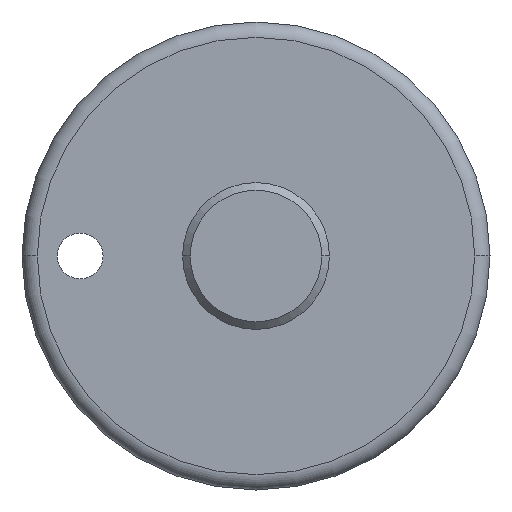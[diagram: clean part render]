
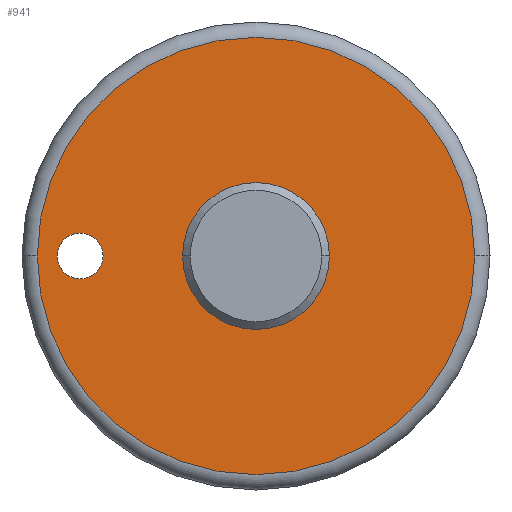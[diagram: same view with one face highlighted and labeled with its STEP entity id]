
A CAD part, left-side view. The second image highlights one B-rep face of the part: STEP entity #941.
In plain terms, the highlighted planar face has unit normal (-1, 0, 0).
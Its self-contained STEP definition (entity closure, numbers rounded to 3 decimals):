
#39 = CARTESIAN_POINT ( 'NONE',  ( -66.681, -4.079, 0. ) ) ;
#44 = CIRCLE ( 'NONE', #994, 4.8 ) ;
#56 = FACE_BOUND ( 'NONE', #600, .T. ) ;
#91 = CIRCLE ( 'NONE', #719, 1.5 ) ;
#108 = DIRECTION ( 'NONE',  ( 0., -1., 0. ) ) ;
#121 = DIRECTION ( 'NONE',  ( -1., 0., 0. ) ) ;
#123 = DIRECTION ( 'NONE',  ( 0., -1., 0. ) ) ;
#128 = EDGE_CURVE ( 'NONE', #857, #340, #44, .T. ) ;
#138 = AXIS2_PLACEMENT_3D ( 'NONE', #937, #121, #461 ) ;
#143 = DIRECTION ( 'NONE',  ( 0., 1., 0. ) ) ;
#155 = CARTESIAN_POINT ( 'NONE',  ( -66.681, 12.221, 0. ) ) ;
#174 = ORIENTED_EDGE ( 'NONE', *, *, #480, .F. ) ;
#266 = DIRECTION ( 'NONE',  ( 0., 1., 0. ) ) ;
#277 = CIRCLE ( 'NONE', #652, 1.5 ) ;
#295 = CARTESIAN_POINT ( 'NONE',  ( -66.681, 0.721, 0. ) ) ;
#309 = EDGE_LOOP ( 'NONE', ( #654, #651 ) ) ;
#340 = VERTEX_POINT ( 'NONE', #416 ) ;
#385 = PLANE ( 'NONE',  #896 ) ;
#402 = CARTESIAN_POINT ( 'NONE',  ( -66.681, -13.579, 0. ) ) ;
#416 = CARTESIAN_POINT ( 'NONE',  ( -66.681, 5.521, 0. ) ) ;
#457 = VERTEX_POINT ( 'NONE', #545 ) ;
#461 = DIRECTION ( 'NONE',  ( 0., 1., 0. ) ) ;
#470 = DIRECTION ( 'NONE',  ( 1., 0., 0. ) ) ;
#475 = EDGE_CURVE ( 'NONE', #750, #757, #277, .T. ) ;
#476 = CIRCLE ( 'NONE', #809, 14.3 ) ;
#479 = AXIS2_PLACEMENT_3D ( 'NONE', #704, #871, #108 ) ;
#480 = EDGE_CURVE ( 'NONE', #340, #857, #622, .T. ) ;
#481 = DIRECTION ( 'NONE',  ( -1., 0., 0. ) ) ;
#491 = EDGE_CURVE ( 'NONE', #753, #457, #504, .T. ) ;
#492 = DIRECTION ( 'NONE',  ( 0., 1., 0. ) ) ;
#493 = ORIENTED_EDGE ( 'NONE', *, *, #128, .F. ) ;
#504 = CIRCLE ( 'NONE', #138, 14.3 ) ;
#506 = DIRECTION ( 'NONE',  ( 0., 1., 0. ) ) ;
#531 = DIRECTION ( 'NONE',  ( 1., 0., 0. ) ) ;
#545 = CARTESIAN_POINT ( 'NONE',  ( -66.681, 15.021, 0. ) ) ;
#557 = CARTESIAN_POINT ( 'NONE',  ( -66.681, 0.721, 0. ) ) ;
#578 = CARTESIAN_POINT ( 'NONE',  ( -66.681, 10.721, 0. ) ) ;
#600 = EDGE_LOOP ( 'NONE', ( #493, #174 ) ) ;
#622 = CIRCLE ( 'NONE', #479, 4.8 ) ;
#651 = ORIENTED_EDGE ( 'NONE', *, *, #491, .T. ) ;
#652 = AXIS2_PLACEMENT_3D ( 'NONE', #876, #531, #266 ) ;
#654 = ORIENTED_EDGE ( 'NONE', *, *, #839, .T. ) ;
#669 = EDGE_LOOP ( 'NONE', ( #932, #920 ) ) ;
#704 = CARTESIAN_POINT ( 'NONE',  ( -66.681, 0.721, 0. ) ) ;
#708 = DIRECTION ( 'NONE',  ( -1., 0., 0. ) ) ;
#719 = AXIS2_PLACEMENT_3D ( 'NONE', #155, #744, #506 ) ;
#744 = DIRECTION ( 'NONE',  ( 1., 0., 0. ) ) ;
#750 = VERTEX_POINT ( 'NONE', #578 ) ;
#753 = VERTEX_POINT ( 'NONE', #402 ) ;
#754 = CARTESIAN_POINT ( 'NONE',  ( -66.681, 13.721, 0. ) ) ;
#757 = VERTEX_POINT ( 'NONE', #754 ) ;
#800 = EDGE_CURVE ( 'NONE', #757, #750, #91, .T. ) ;
#809 = AXIS2_PLACEMENT_3D ( 'NONE', #557, #481, #143 ) ;
#820 = CARTESIAN_POINT ( 'NONE',  ( -66.681, 16.021, 0. ) ) ;
#839 = EDGE_CURVE ( 'NONE', #457, #753, #476, .T. ) ;
#857 = VERTEX_POINT ( 'NONE', #39 ) ;
#871 = DIRECTION ( 'NONE',  ( -1., 0., 0. ) ) ;
#876 = CARTESIAN_POINT ( 'NONE',  ( -66.681, 12.221, 0. ) ) ;
#896 = AXIS2_PLACEMENT_3D ( 'NONE', #820, #470, #492 ) ;
#920 = ORIENTED_EDGE ( 'NONE', *, *, #475, .T. ) ;
#932 = ORIENTED_EDGE ( 'NONE', *, *, #800, .T. ) ;
#937 = CARTESIAN_POINT ( 'NONE',  ( -66.681, 0.721, 0. ) ) ;
#941 = ADVANCED_FACE ( 'NONE', ( #969, #1050, #56 ), #385, .F. ) ;
#969 = FACE_BOUND ( 'NONE', #669, .T. ) ;
#994 = AXIS2_PLACEMENT_3D ( 'NONE', #295, #708, #123 ) ;
#1050 = FACE_OUTER_BOUND ( 'NONE', #309, .T. ) ;
